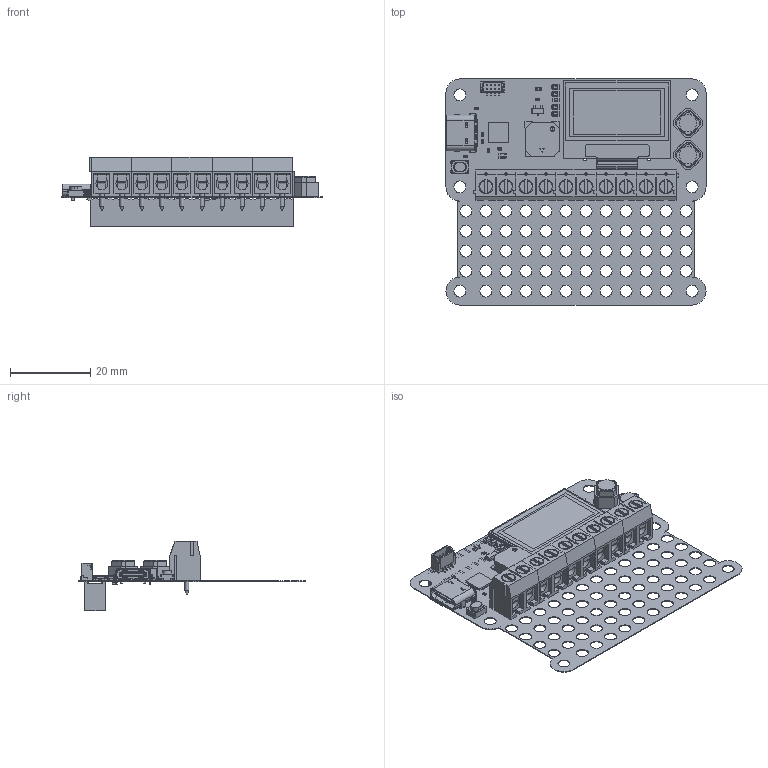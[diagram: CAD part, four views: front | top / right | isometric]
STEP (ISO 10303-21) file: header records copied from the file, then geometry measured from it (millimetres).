
FILE_DESCRIPTION(('Open CASCADE Model'),'2;1');
FILE_NAME('Open CASCADE Shape Model','2025-02-24T11:44:00',('Author'),( 'Open CASCADE'),'Open CASCADE STEP processor 7.5','Open CASCADE 7.5' ,'Unknown');
FILE_SCHEMA(('AUTOMOTIVE_DESIGN { 1 0 10303 214 1 1 1 1 }'));
Length unit declared in the file: millimetre
Products named in the file (68): PCB; Board; Open CASCADE STEP translator 7.5 3.1.1; C8; C0402; T1; SOT-23; R2; User Library-R SMD 0402; User Library-R SMD 0402_0402 BODY; User Library-R SMD 0402_0402 PAD; User Library-R SMD 0402_0402 OPIS; BUZZER; BuzzerSmall; RST; 4.2x3.2Button; B; TP9210; A; J5; 691102710002; 691502710002; 6911027100xx_CAGE; 6911027100xx_PIN; 6911027100xx_VIS; J4; J3; J2; J1; X3; SSM-120-F-DV; _SSM-120-F-DV_body; _C-137-0120; X2; USB4105-15-A; NONE; ÇÐ³ý-À­Éì2; U2; 0_96__OLED v7; R9 ...
Assembly tree (87 placements, depth 4):
  PCB
    Board
      Open CASCADE STEP translator 7.5 3.1.1
    C8
      C0402
    T1
      SOT-23
    R2
      User Library-R SMD 0402
        User Library-R SMD 0402_0402 BODY
        User Library-R SMD 0402_0402 PAD  x2
        User Library-R SMD 0402_0402 OPIS
    BUZZER
      BuzzerSmall
    RST
      4.2x3.2Button
    B
      TP9210
    A
      TP9210
    J5
      691102710002
        691502710002
        6911027100xx_CAGE  x2
        6911027100xx_PIN  x2
        6911027100xx_VIS  x2
    J4
      691102710002
        691502710002
        6911027100xx_CAGE  x2
        6911027100xx_PIN  x2
        6911027100xx_VIS  x2
    J3
      691102710002
        691502710002
        6911027100xx_CAGE  x2
        6911027100xx_PIN  x2
        6911027100xx_VIS  x2
    J2
      691102710002
        691502710002
        6911027100xx_CAGE  x2
        6911027100xx_PIN  x2
        6911027100xx_VIS  x2
    J1
      691102710002
        691502710002
        6911027100xx_CAGE  x2
        6911027100xx_PIN  x2
        6911027100xx_VIS  x2
    X3
      SSM-120-F-DV
        _SSM-120-F-DV_body
        _C-137-0120
    X2
      USB4105-15-A
        NONE
        ÇÐ³ý-À­Éì2
    U2
      0_96__OLED v7
Bounding box: 65 x 56.5 x 17.47 mm (x, y, z)
Volume: 6138.8 mm3; surface area: 20428.6 mm2
Topology: 147 solids, 159 shells, 6805 faces, 19774 edges, 14752 vertices
Faces by surface type: plane 4727, cylinder 1400, bspline 470, sphere 80, cone 74, torus 38, revolution 16
Full cylindrical faces by diameter (mm): 0.3 x6, 0.5 x5, 0.6 x10, 0.65 x2, 0.9 x2, 1 x10, 1.149 x1, 1.3 x10, 2 x10, 2.5 x10, 2.75 x10, 3 x74, 3.5 x20, 4.4 x2
Entity records: 203966 total; most frequent: CARTESIAN_POINT 41076, ORIENTED_EDGE 27100, DIRECTION 25765, EDGE_CURVE 13550, LINE 11845, VECTOR 11845, VERTEX_POINT 8862, AXIS2_PLACEMENT_3D 6956
